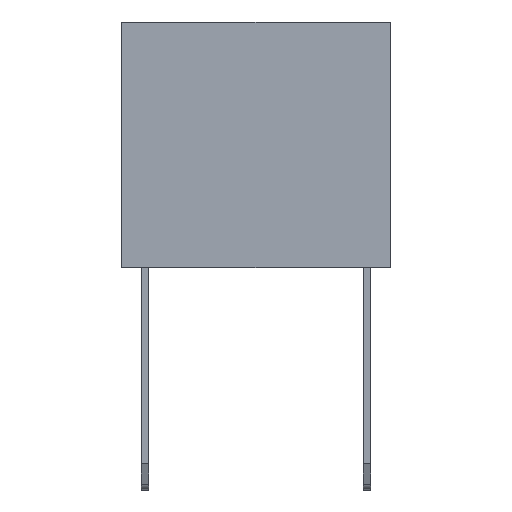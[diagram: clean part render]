
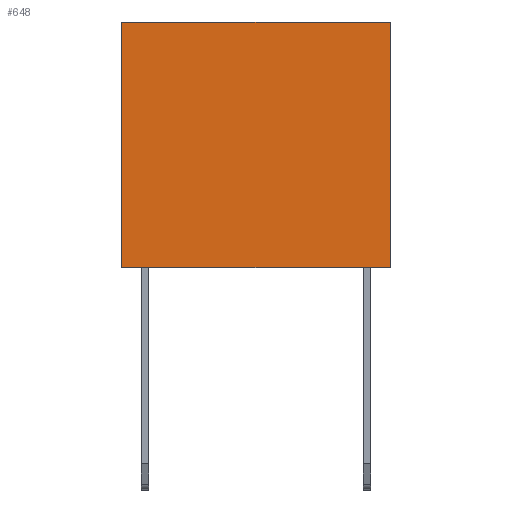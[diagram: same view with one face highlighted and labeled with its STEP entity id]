
A CAD part, top view. The second image highlights one B-rep face of the part: STEP entity #648.
In plain terms, the highlighted planar face has unit normal (0, 0, 1).
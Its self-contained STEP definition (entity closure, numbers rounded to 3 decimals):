
#8 = LINE ( 'NONE', #118, #478 ) ;
#16 = EDGE_CURVE ( 'NONE', #605, #992, #204, .T. ) ;
#66 = DIRECTION ( 'NONE',  ( 0., -1., 0. ) ) ;
#74 = VECTOR ( 'NONE', #431, 1000. ) ;
#86 = VERTEX_POINT ( 'NONE', #795 ) ;
#87 = ORIENTED_EDGE ( 'NONE', *, *, #345, .T. ) ;
#95 = CARTESIAN_POINT ( 'NONE',  ( -14.6, 0., 4.1 ) ) ;
#118 = CARTESIAN_POINT ( 'NONE',  ( -14.6, 26.7, 4.1 ) ) ;
#166 = EDGE_LOOP ( 'NONE', ( #609, #1014, #539, #87 ) ) ;
#204 = LINE ( 'NONE', #408, #1124 ) ;
#295 = DIRECTION ( 'NONE',  ( -1., 0., 0. ) ) ;
#298 = LINE ( 'NONE', #1075, #74 ) ;
#305 = EDGE_CURVE ( 'NONE', #432, #86, #298, .T. ) ;
#345 = EDGE_CURVE ( 'NONE', #605, #432, #8, .T. ) ;
#408 = CARTESIAN_POINT ( 'NONE',  ( 14.6, 26.7, 4.1 ) ) ;
#431 = DIRECTION ( 'NONE',  ( 1., 0., 0. ) ) ;
#432 = VERTEX_POINT ( 'NONE', #95 ) ;
#459 = CARTESIAN_POINT ( 'NONE',  ( -14.6, 26.7, 4.1 ) ) ;
#469 = CARTESIAN_POINT ( 'NONE',  ( 14.6, 26.7, 4.1 ) ) ;
#478 = VECTOR ( 'NONE', #482, 1000. ) ;
#482 = DIRECTION ( 'NONE',  ( 0., -1., 0. ) ) ;
#504 = CARTESIAN_POINT ( 'NONE',  ( 14.6, 26.7, 4.1 ) ) ;
#539 = ORIENTED_EDGE ( 'NONE', *, *, #16, .F. ) ;
#605 = VERTEX_POINT ( 'NONE', #459 ) ;
#609 = ORIENTED_EDGE ( 'NONE', *, *, #305, .T. ) ;
#617 = LINE ( 'NONE', #504, #844 ) ;
#648 = ADVANCED_FACE ( 'NONE', ( #750 ), #1003, .F. ) ;
#750 = FACE_OUTER_BOUND ( 'NONE', #166, .T. ) ;
#795 = CARTESIAN_POINT ( 'NONE',  ( 14.6, 0., 4.1 ) ) ;
#838 = DIRECTION ( 'NONE',  ( 0., 0., -1. ) ) ;
#844 = VECTOR ( 'NONE', #66, 1000. ) ;
#910 = DIRECTION ( 'NONE',  ( 1., 0., 0. ) ) ;
#992 = VERTEX_POINT ( 'NONE', #1109 ) ;
#1003 = PLANE ( 'NONE',  #1099 ) ;
#1014 = ORIENTED_EDGE ( 'NONE', *, *, #1043, .F. ) ;
#1043 = EDGE_CURVE ( 'NONE', #992, #86, #617, .T. ) ;
#1075 = CARTESIAN_POINT ( 'NONE',  ( 14.6, 0., 4.1 ) ) ;
#1099 = AXIS2_PLACEMENT_3D ( 'NONE', #469, #838, #295 ) ;
#1109 = CARTESIAN_POINT ( 'NONE',  ( 14.6, 26.7, 4.1 ) ) ;
#1124 = VECTOR ( 'NONE', #910, 1000. ) ;
